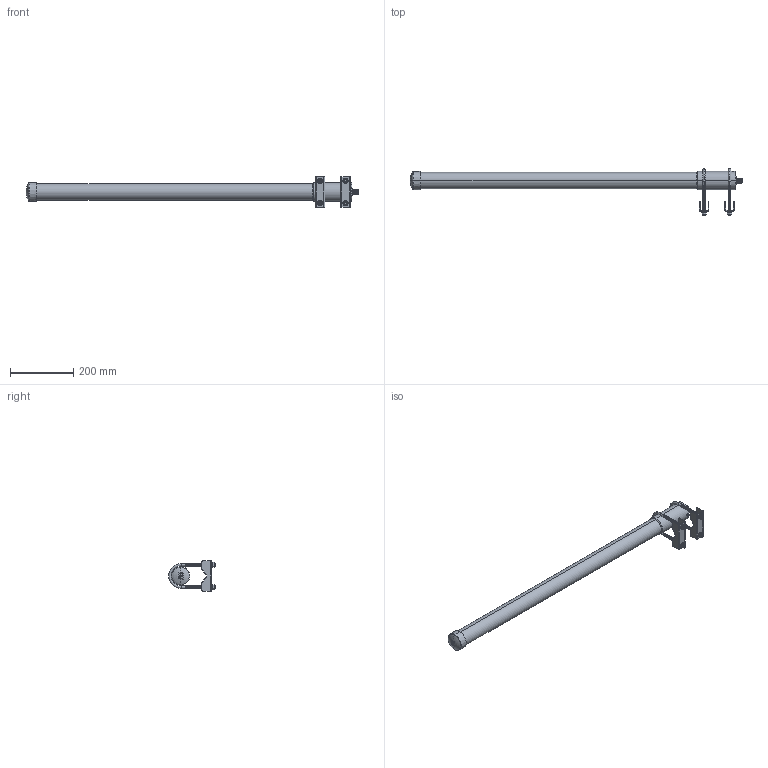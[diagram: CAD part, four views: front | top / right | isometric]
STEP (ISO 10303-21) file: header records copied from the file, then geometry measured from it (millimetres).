
FILE_DESCRIPTION (( 'STEP AP214' ), '1' );
FILE_NAME ('HG72107U-PRO.STEP', '2013-02-22T14:27:07', ( 'x' ), ( '' ), 'SwSTEP 2.0', 'SolidWorks 2012', '' );
FILE_SCHEMA (( 'AUTOMOTIVE_DESIGN' ));
Length unit declared in the file: inch
Products named in the file (3): HG72107U-PRO_U-Bolt Bracket; HG72107U-PRO
Assembly tree (3 placements, depth 2):
  HG72107U-PRO
    HG72107U-PRO
    HG72107U-PRO_U-Bolt Bracket  x2
Bounding box: 1047.44 x 147.07 x 95.25 mm (x, y, z)
Volume: 2289515.4 mm3; surface area: 233831.2 mm2
Topology: 5 solids, 5 shells, 1855 faces, 3904 edges, 2092 vertices
Faces by surface type: cone 1486, plane 219, cylinder 100, torus 46, bspline 4
Entity records: 41001 total; most frequent: CARTESIAN_POINT 5675, DIRECTION 5086, ORIENTED_EDGE 4372, EDGE_CURVE 2186, AXIS2_PLACEMENT_3D 1989, VERTEX_POINT 1188, LINE 1108, VECTOR 1108
